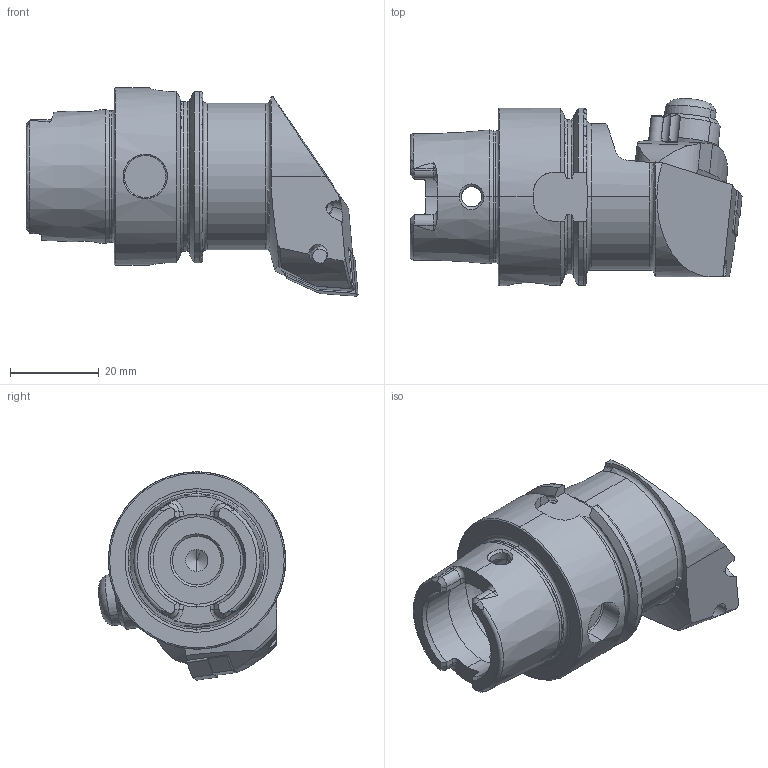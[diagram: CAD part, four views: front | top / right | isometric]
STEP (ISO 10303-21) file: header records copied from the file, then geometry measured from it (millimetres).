
FILE_DESCRIPTION (( 'STEP AP214' ), '1' );
FILE_NAME ('HA4.KWE.RLA.055.STEP', '2023-09-20T07:47:59', ( '' ), ( '' ), 'SwSTEP 2.0', 'SolidWorks 2017', '' );
FILE_SCHEMA (( 'AUTOMOTIVE_DESIGN' ));
Length unit declared in the file: millimetre
Products named in the file (11): HA4.KWE.RLA.055; WCC-ER5.102.012_B; WCC-ER2.001.010_A; ISO 13337 - 3 x 12_PreviewCfg; WCC-ER5.102.005_A; WWE-ER2.101.004_A; HA4-KWE.RLA.055_A_Fertigbearbeitung; WNMG080404; KVT_MB_600_050; WCC-ER4.103.032_A; WCC-ER3.102.024_C
Assembly tree (10 placements, depth 2):
  HA4.KWE.RLA.055
    HA4-KWE.RLA.055_A_Fertigbearbeitung
    WWE-ER2.101.004_A
    WCC-ER2.001.010_A
    WNMG080404
    WCC-ER3.102.024_C
    WCC-ER5.102.012_B
    WCC-ER5.102.005_A
    WCC-ER4.103.032_A
    KVT_MB_600_050
    ISO 13337 - 3 x 12_PreviewCfg
Bounding box: 74.9 x 42.21 x 47 mm (x, y, z)
Volume: 48010.7 mm3; surface area: 19072.1 mm2
Topology: 11 solids, 11 shells, 486 faces, 1215 edges, 739 vertices
Faces by surface type: cylinder 157, plane 133, cone 107, torus 63, bspline 24, sphere 2
Entity records: 17329 total; most frequent: CARTESIAN_POINT 5332, ORIENTED_EDGE 2392, DIRECTION 2321, EDGE_CURVE 1196, AXIS2_PLACEMENT_3D 926, VERTEX_POINT 736, EDGE_LOOP 516, ADVANCED_FACE 486
